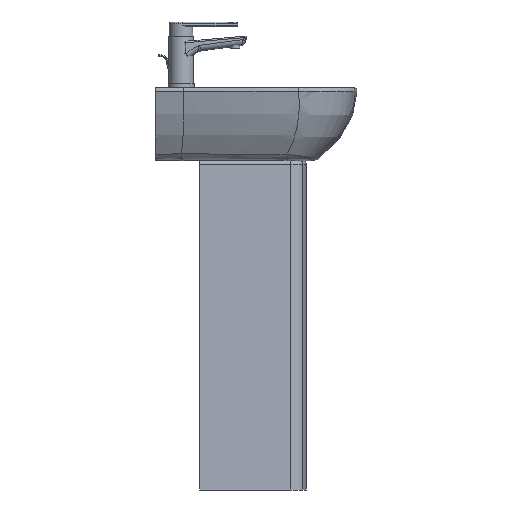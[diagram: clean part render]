
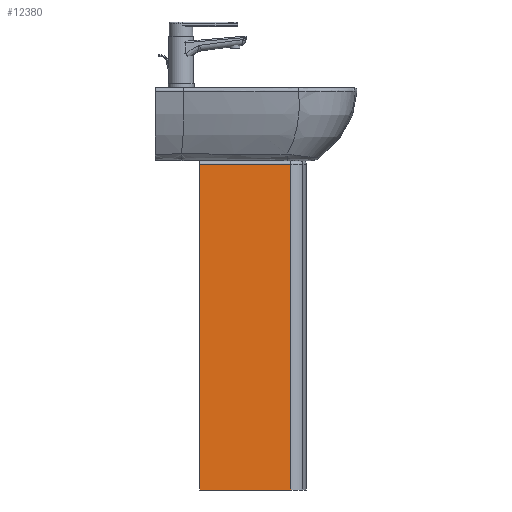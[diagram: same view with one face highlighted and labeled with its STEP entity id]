
A CAD part, left-side view. The second image highlights one B-rep face of the part: STEP entity #12380.
In plain terms, the highlighted planar face has unit normal (-0.996, -0.086, 0).
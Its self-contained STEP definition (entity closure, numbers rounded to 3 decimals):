
#12247=CARTESIAN_POINT('',(-74.495,164.321,693.0));
#12248=VERTEX_POINT('',#12247);
#12249=CARTESIAN_POINT('',(-74.495,164.321,0.));
#12250=VERTEX_POINT('',#12249);
#12251=CARTESIAN_POINT('',(-74.495,164.321,693.0));
#12252=DIRECTION('',(0.0,0.0,-1.0));
#12253=VECTOR('',#12252,693.0);
#12254=LINE('',#12251,#12253);
#12255=EDGE_CURVE('',#12248,#12250,#12254,.T.);
#12350=CARTESIAN_POINT('',(-57.627,-29.189,0.0));
#12351=DIRECTION('',(-0.996,-0.087,0.0));
#12352=DIRECTION('',(0.0,0.0,1.0));
#12353=AXIS2_PLACEMENT_3D('',#12350,#12351,#12352);
#12354=PLANE('',#12353);
#12355=ORIENTED_EDGE('',*,*,#12255,.T.);
#12356=CARTESIAN_POINT('',(-57.627,-29.189,0.0));
#12357=VERTEX_POINT('',#12356);
#12358=CARTESIAN_POINT('',(-74.495,164.321,0.));
#12359=DIRECTION('',(0.087,-0.996,0.));
#12360=VECTOR('',#12359,194.243);
#12361=LINE('',#12358,#12360);
#12362=EDGE_CURVE('',#12250,#12357,#12361,.T.);
#12363=ORIENTED_EDGE('',*,*,#12362,.T.);
#12364=CARTESIAN_POINT('',(-57.627,-29.189,693.0));
#12365=VERTEX_POINT('',#12364);
#12366=CARTESIAN_POINT('',(-57.627,-29.189,0.0));
#12367=DIRECTION('',(0.0,0.0,1.0));
#12368=VECTOR('',#12367,693.0);
#12369=LINE('',#12366,#12368);
#12370=EDGE_CURVE('',#12357,#12365,#12369,.T.);
#12371=ORIENTED_EDGE('',*,*,#12370,.T.);
#12372=CARTESIAN_POINT('',(-74.495,164.321,693.0));
#12373=DIRECTION('',(0.087,-0.996,0.0));
#12374=VECTOR('',#12373,194.243);
#12375=LINE('',#12372,#12374);
#12376=EDGE_CURVE('',#12248,#12365,#12375,.T.);
#12377=ORIENTED_EDGE('',*,*,#12376,.F.);
#12378=EDGE_LOOP('',(#12355,#12363,#12371,#12377));
#12379=FACE_OUTER_BOUND('',#12378,.T.);
#12380=ADVANCED_FACE('',(#12379),#12354,.T.);
